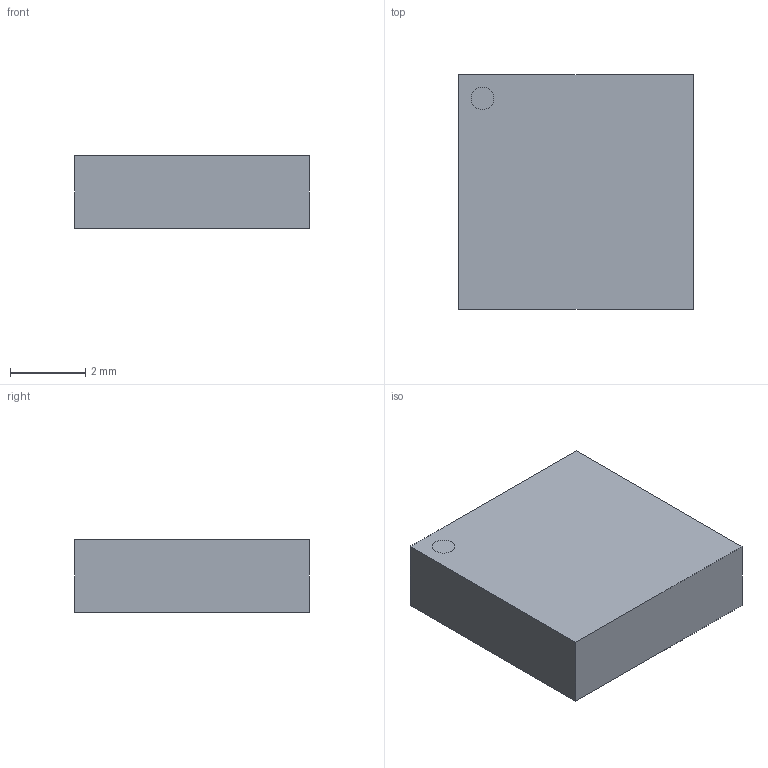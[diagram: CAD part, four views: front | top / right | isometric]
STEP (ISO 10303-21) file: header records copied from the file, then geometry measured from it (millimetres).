
FILE_DESCRIPTION((''),'2;1');
FILE_NAME('LGA25C127P5X5_625X625X192.stp','2015-09-23T18:20:12',(''),(''),'Mechanical Desktop 2011','Mechanical Desktop 2011',', , ');
FILE_SCHEMA(('AUTOMOTIVE_DESIGN { 1 2 10303 214 1 1 1 1 }'));
Length unit declared in the file: millimetre
Products named in the file (1): Product
Bounding box: 6.25 x 6.25 x 1.92 mm (x, y, z)
Volume: 75 mm3; surface area: 154.5 mm2
Topology: 27 solids, 27 shells, 188 faces, 324 edges, 216 vertices
Faces by surface type: cylinder 104, plane 84
Entity records: 4609 total; most frequent: DIRECTION 910, CARTESIAN_POINT 729, ORIENTED_EDGE 648, AXIS2_PLACEMENT_3D 397, EDGE_CURVE 324, VERTEX_POINT 216, EDGE_LOOP 214, CIRCLE 208
